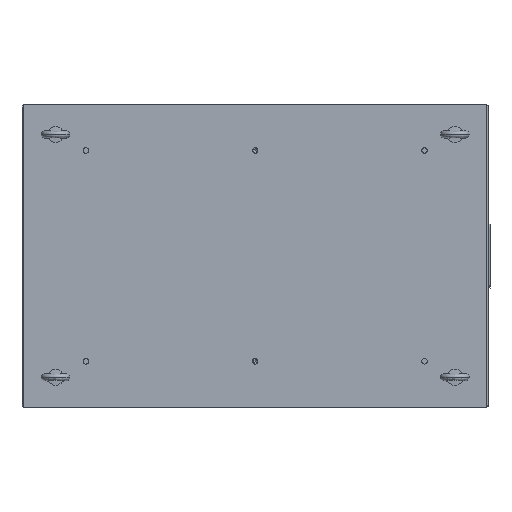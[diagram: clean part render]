
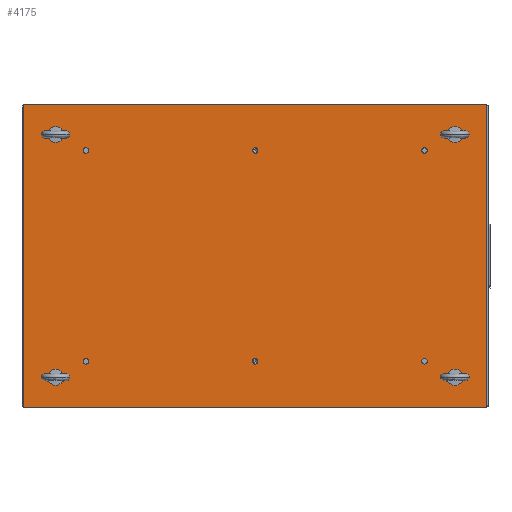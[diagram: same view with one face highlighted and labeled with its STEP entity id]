
A CAD part, top view. The second image highlights one B-rep face of the part: STEP entity #4175.
In plain terms, the highlighted planar face has unit normal (0, 0, 1).
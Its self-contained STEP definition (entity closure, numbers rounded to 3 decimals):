
#196=FACE_BOUND('',#627,.T.);
#197=FACE_BOUND('',#628,.T.);
#198=FACE_BOUND('',#629,.T.);
#199=FACE_BOUND('',#630,.T.);
#200=FACE_BOUND('',#631,.T.);
#201=FACE_BOUND('',#632,.T.);
#202=FACE_BOUND('',#633,.T.);
#203=FACE_BOUND('',#634,.T.);
#204=FACE_BOUND('',#635,.T.);
#205=FACE_BOUND('',#636,.T.);
#254=PLANE('',#4467);
#392=FACE_OUTER_BOUND('',#626,.T.);
#626=EDGE_LOOP('',(#2716,#2717,#2718,#2719));
#627=EDGE_LOOP('',(#2720));
#628=EDGE_LOOP('',(#2721));
#629=EDGE_LOOP('',(#2722));
#630=EDGE_LOOP('',(#2723));
#631=EDGE_LOOP('',(#2724));
#632=EDGE_LOOP('',(#2725));
#633=EDGE_LOOP('',(#2726));
#634=EDGE_LOOP('',(#2727));
#635=EDGE_LOOP('',(#2728));
#636=EDGE_LOOP('',(#2729));
#912=LINE('',#6213,#1202);
#916=LINE('',#6220,#1206);
#919=LINE('',#6226,#1209);
#921=LINE('',#6229,#1211);
#1202=VECTOR('',#4989,10.);
#1206=VECTOR('',#4995,10.);
#1209=VECTOR('',#5000,10.);
#1211=VECTOR('',#5004,10.);
#1482=CIRCLE('',#4426,10.376);
#1485=CIRCLE('',#4430,10.376);
#1488=CIRCLE('',#4434,10.376);
#1491=CIRCLE('',#4438,10.376);
#1494=CIRCLE('',#4442,8.647);
#1497=CIRCLE('',#4446,8.647);
#1500=CIRCLE('',#4450,8.647);
#1503=CIRCLE('',#4454,8.647);
#1506=CIRCLE('',#4458,8.647);
#1509=CIRCLE('',#4462,8.647);
#1662=VERTEX_POINT('',#6131);
#1665=VERTEX_POINT('',#6139);
#1668=VERTEX_POINT('',#6147);
#1671=VERTEX_POINT('',#6155);
#1674=VERTEX_POINT('',#6163);
#1677=VERTEX_POINT('',#6171);
#1680=VERTEX_POINT('',#6179);
#1683=VERTEX_POINT('',#6187);
#1686=VERTEX_POINT('',#6195);
#1689=VERTEX_POINT('',#6203);
#1692=VERTEX_POINT('',#6210);
#1693=VERTEX_POINT('',#6212);
#1695=VERTEX_POINT('',#6218);
#1697=VERTEX_POINT('',#6224);
#2055=EDGE_CURVE('',#1662,#1662,#1482,.T.);
#2059=EDGE_CURVE('',#1665,#1665,#1485,.T.);
#2063=EDGE_CURVE('',#1668,#1668,#1488,.T.);
#2067=EDGE_CURVE('',#1671,#1671,#1491,.T.);
#2071=EDGE_CURVE('',#1674,#1674,#1494,.T.);
#2075=EDGE_CURVE('',#1677,#1677,#1497,.T.);
#2079=EDGE_CURVE('',#1680,#1680,#1500,.T.);
#2083=EDGE_CURVE('',#1683,#1683,#1503,.T.);
#2087=EDGE_CURVE('',#1686,#1686,#1506,.T.);
#2091=EDGE_CURVE('',#1689,#1689,#1509,.T.);
#2094=EDGE_CURVE('',#1692,#1693,#912,.T.);
#2098=EDGE_CURVE('',#1695,#1692,#916,.T.);
#2101=EDGE_CURVE('',#1697,#1695,#919,.T.);
#2103=EDGE_CURVE('',#1693,#1697,#921,.T.);
#2716=ORIENTED_EDGE('',*,*,#2103,.F.);
#2717=ORIENTED_EDGE('',*,*,#2094,.F.);
#2718=ORIENTED_EDGE('',*,*,#2098,.F.);
#2719=ORIENTED_EDGE('',*,*,#2101,.F.);
#2720=ORIENTED_EDGE('',*,*,#2055,.T.);
#2721=ORIENTED_EDGE('',*,*,#2059,.T.);
#2722=ORIENTED_EDGE('',*,*,#2063,.T.);
#2723=ORIENTED_EDGE('',*,*,#2067,.T.);
#2724=ORIENTED_EDGE('',*,*,#2071,.T.);
#2725=ORIENTED_EDGE('',*,*,#2075,.T.);
#2726=ORIENTED_EDGE('',*,*,#2079,.T.);
#2727=ORIENTED_EDGE('',*,*,#2083,.T.);
#2728=ORIENTED_EDGE('',*,*,#2087,.T.);
#2729=ORIENTED_EDGE('',*,*,#2091,.T.);
#4175=ADVANCED_FACE('',(#392,#196,#197,#198,#199,#200,#201,#202,#203,#204,
#205),#254,.F.);
#4426=AXIS2_PLACEMENT_3D('',#6133,#4902,#4903);
#4430=AXIS2_PLACEMENT_3D('',#6141,#4911,#4912);
#4434=AXIS2_PLACEMENT_3D('',#6149,#4920,#4921);
#4438=AXIS2_PLACEMENT_3D('',#6157,#4929,#4930);
#4442=AXIS2_PLACEMENT_3D('',#6165,#4938,#4939);
#4446=AXIS2_PLACEMENT_3D('',#6173,#4947,#4948);
#4450=AXIS2_PLACEMENT_3D('',#6181,#4956,#4957);
#4454=AXIS2_PLACEMENT_3D('',#6189,#4965,#4966);
#4458=AXIS2_PLACEMENT_3D('',#6197,#4974,#4975);
#4462=AXIS2_PLACEMENT_3D('',#6205,#4983,#4984);
#4467=AXIS2_PLACEMENT_3D('',#6230,#5005,#5006);
#4902=DIRECTION('center_axis',(0.,0.,-1.));
#4903=DIRECTION('ref_axis',(1.,0.,0.));
#4911=DIRECTION('center_axis',(0.,0.,-1.));
#4912=DIRECTION('ref_axis',(1.,0.,0.));
#4920=DIRECTION('center_axis',(0.,0.,-1.));
#4921=DIRECTION('ref_axis',(1.,0.,0.));
#4929=DIRECTION('center_axis',(0.,0.,-1.));
#4930=DIRECTION('ref_axis',(1.,0.,0.));
#4938=DIRECTION('center_axis',(0.,0.,-1.));
#4939=DIRECTION('ref_axis',(1.,0.,0.));
#4947=DIRECTION('center_axis',(0.,0.,-1.));
#4948=DIRECTION('ref_axis',(1.,0.,0.));
#4956=DIRECTION('center_axis',(0.,0.,-1.));
#4957=DIRECTION('ref_axis',(1.,0.,0.));
#4965=DIRECTION('center_axis',(0.,0.,-1.));
#4966=DIRECTION('ref_axis',(1.,0.,0.));
#4974=DIRECTION('center_axis',(0.,0.,-1.));
#4975=DIRECTION('ref_axis',(1.,0.,0.));
#4983=DIRECTION('center_axis',(0.,0.,-1.));
#4984=DIRECTION('ref_axis',(1.,0.,0.));
#4989=DIRECTION('',(0.,1.,0.));
#4995=DIRECTION('',(-1.,0.,0.));
#5000=DIRECTION('',(0.,-1.,0.));
#5004=DIRECTION('',(1.,0.,0.));
#5005=DIRECTION('center_axis',(0.,0.,-1.));
#5006=DIRECTION('ref_axis',(1.,0.,0.));
#6131=CARTESIAN_POINT('',(614.624,380.,142.));
#6133=CARTESIAN_POINT('Origin',(625.,380.,142.));
#6139=CARTESIAN_POINT('',(-635.376,-380.,142.));
#6141=CARTESIAN_POINT('Origin',(-625.,-380.,142.));
#6147=CARTESIAN_POINT('',(614.624,-380.,142.));
#6149=CARTESIAN_POINT('Origin',(625.,-380.,142.));
#6155=CARTESIAN_POINT('',(-635.376,380.,142.));
#6157=CARTESIAN_POINT('Origin',(-625.,380.,142.));
#6163=CARTESIAN_POINT('',(521.353,-330.,142.));
#6165=CARTESIAN_POINT('Origin',(530.,-330.,142.));
#6171=CARTESIAN_POINT('',(521.353,330.,142.));
#6173=CARTESIAN_POINT('Origin',(530.,330.,142.));
#6179=CARTESIAN_POINT('',(-538.647,-330.,142.));
#6181=CARTESIAN_POINT('Origin',(-530.,-330.,142.));
#6187=CARTESIAN_POINT('',(-538.647,330.,142.));
#6189=CARTESIAN_POINT('Origin',(-530.,330.,142.));
#6195=CARTESIAN_POINT('',(-8.647,-330.,142.));
#6197=CARTESIAN_POINT('Origin',(0.,-330.,142.));
#6203=CARTESIAN_POINT('',(-8.647,330.,142.));
#6205=CARTESIAN_POINT('Origin',(0.,330.,142.));
#6210=CARTESIAN_POINT('',(-725.,-475.5,142.));
#6212=CARTESIAN_POINT('',(-725.,475.5,142.));
#6213=CARTESIAN_POINT('',(-725.,-475.5,142.));
#6218=CARTESIAN_POINT('',(725.,-475.5,142.));
#6220=CARTESIAN_POINT('',(725.,-475.5,142.));
#6224=CARTESIAN_POINT('',(725.,475.5,142.));
#6226=CARTESIAN_POINT('',(725.,475.5,142.));
#6229=CARTESIAN_POINT('',(-725.,475.5,142.));
#6230=CARTESIAN_POINT('Origin',(0.,0.,
142.));
